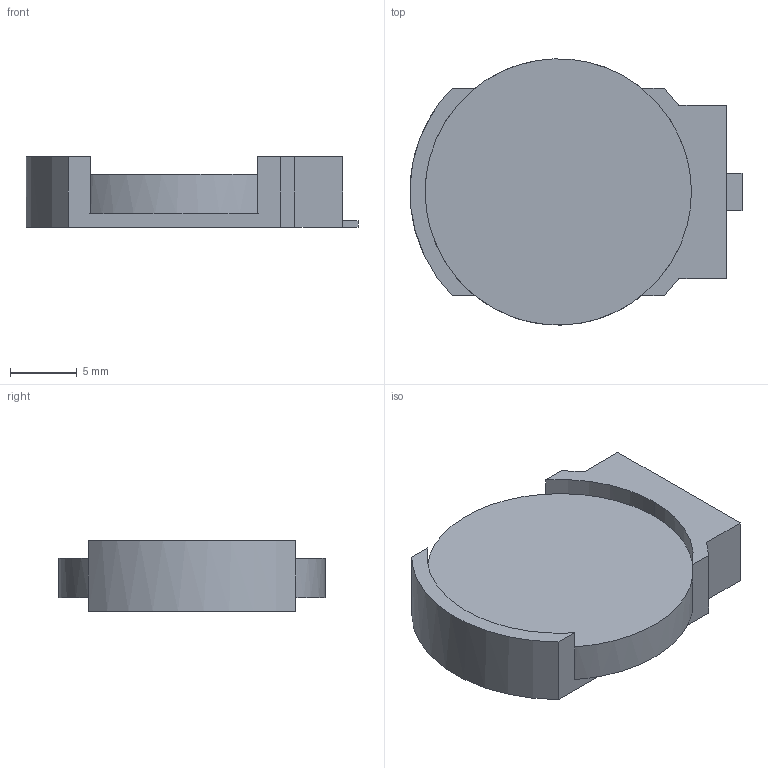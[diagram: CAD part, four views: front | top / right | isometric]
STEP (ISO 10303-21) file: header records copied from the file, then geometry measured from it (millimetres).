
FILE_DESCRIPTION (( 'STEP AP214' ), '1' );
FILE_NAME ('BatteryHolder CH7410.STEP', '2018-06-01T11:28:39', ( '' ), ( '' ), 'SwSTEP 2.0', 'SolidWorks 2018', '' );
FILE_SCHEMA (( 'AUTOMOTIVE_DESIGN' ));
Length unit declared in the file: millimetre
Products named in the file (1): BatteryHolder CH7410
Bounding box: 24.94 x 20 x 5.3 mm (x, y, z)
Surface area: 1959.8 mm2 (no closed solid volume)
Topology: 0 solids, 3 shells, 26 faces, 69 edges, 45 vertices
Faces by surface type: bspline 26
Entity records: 997 total; most frequent: CARTESIAN_POINT 569, ORIENTED_EDGE 125, EDGE_CURVE 69, B_SPLINE_CURVE_WITH_KNOTS 51, VERTEX_POINT 45, FACE_OUTER_BOUND 26, ADVANCED_FACE 26, EDGE_LOOP 26
